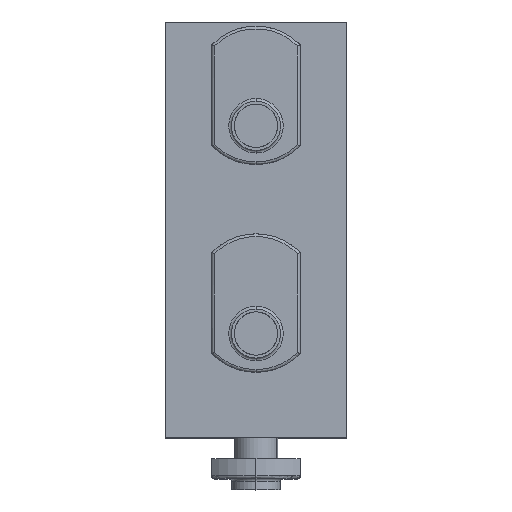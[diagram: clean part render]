
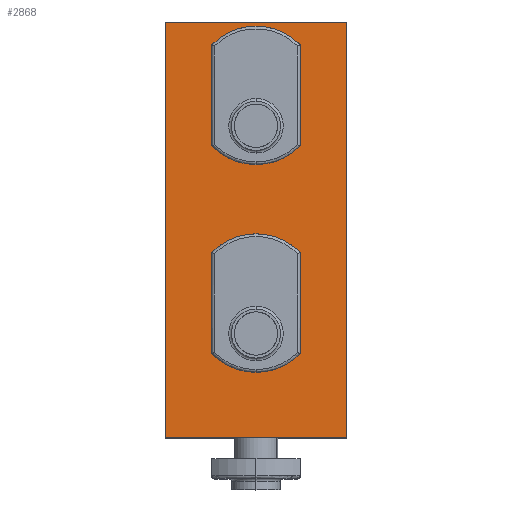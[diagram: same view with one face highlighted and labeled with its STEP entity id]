
A CAD part, top view. The second image highlights one B-rep face of the part: STEP entity #2868.
In plain terms, the highlighted planar face has unit normal (0, 0, 1).
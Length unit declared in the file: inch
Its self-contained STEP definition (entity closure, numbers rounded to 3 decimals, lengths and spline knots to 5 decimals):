
#16 = ORIENTED_EDGE ( 'NONE', *, *, #3069, .T. ) ;
#38 = EDGE_CURVE ( 'NONE', #3160, #3047, #686, .T. ) ;
#55 = ORIENTED_EDGE ( 'NONE', *, *, #38, .T. ) ;
#78 = ORIENTED_EDGE ( 'NONE', *, *, #3123, .F. ) ;
#125 = EDGE_CURVE ( 'NONE', #302, #1677, #1832, .T. ) ;
#161 = ORIENTED_EDGE ( 'NONE', *, *, #125, .F. ) ;
#210 = EDGE_LOOP ( 'NONE', ( #161, #78, #55, #16 ) ) ;
#241 = ORIENTED_EDGE ( 'NONE', *, *, #2914, .F. ) ;
#302 = VERTEX_POINT ( 'NONE', #1259 ) ;
#376 = EDGE_CURVE ( 'NONE', #2897, #3002, #1309, .T. ) ;
#604 = CARTESIAN_POINT ( 'NONE',  ( 0., 0., 0. ) ) ;
#686 = LINE ( 'NONE', #687, #688 ) ;
#687 = CARTESIAN_POINT ( 'NONE',  ( -1.31, 3., 0. ) ) ;
#688 = VECTOR ( 'NONE', #689, 39.37008 ) ;
#689 = DIRECTION ( 'NONE',  ( 0., -1., 0. ) ) ;
#712 = CARTESIAN_POINT ( 'NONE',  ( -0.491, 2.25, 0. ) ) ;
#713 = LINE ( 'NONE', #714, #715 ) ;
#714 = CARTESIAN_POINT ( 'NONE',  ( -1.31, 3., 0. ) ) ;
#715 = VECTOR ( 'NONE', #716, 39.37008 ) ;
#716 = DIRECTION ( 'NONE',  ( 1., 0., 0. ) ) ;
#739 = ORIENTED_EDGE ( 'NONE', *, *, #376, .F. ) ;
#932 = CIRCLE ( 'NONE', #935, 0.164 ) ;
#935 = AXIS2_PLACEMENT_3D ( 'NONE', #936, #937, #938 ) ;
#936 = CARTESIAN_POINT ( 'NONE',  ( -0.655, 2.25, 0. ) ) ;
#937 = DIRECTION ( 'NONE',  ( 0., 0., 1. ) ) ;
#938 = DIRECTION ( 'NONE',  ( 1., 0., 0. ) ) ;
#1072 = CIRCLE ( 'NONE', #1073, 0.164 ) ;
#1073 = AXIS2_PLACEMENT_3D ( 'NONE', #1074, #1075, #1076 ) ;
#1074 = CARTESIAN_POINT ( 'NONE',  ( -0.655, 2.25, 0. ) ) ;
#1075 = DIRECTION ( 'NONE',  ( 0., 0., 1. ) ) ;
#1076 = DIRECTION ( 'NONE',  ( 1., 0., 0. ) ) ;
#1130 = CARTESIAN_POINT ( 'NONE',  ( -0.819, 0.75, 0. ) ) ;
#1259 = CARTESIAN_POINT ( 'NONE',  ( 0., 3., 0. ) ) ;
#1309 = CIRCLE ( 'NONE', #1310, 0.164 ) ;
#1310 = AXIS2_PLACEMENT_3D ( 'NONE', #1311, #1312, #1313 ) ;
#1311 = CARTESIAN_POINT ( 'NONE',  ( -0.655, 0.75, 0. ) ) ;
#1312 = DIRECTION ( 'NONE',  ( 0., 0., 1. ) ) ;
#1313 = DIRECTION ( 'NONE',  ( 1., 0., 0. ) ) ;
#1354 = CARTESIAN_POINT ( 'NONE',  ( -1.31, 3., 0. ) ) ;
#1516 = CARTESIAN_POINT ( 'NONE',  ( -1.31, 0., 0. ) ) ;
#1582 = CARTESIAN_POINT ( 'NONE',  ( -0.819, 2.25, 0. ) ) ;
#1590 = EDGE_LOOP ( 'NONE', ( #739, #241 ) ) ;
#1677 = VERTEX_POINT ( 'NONE', #604 ) ;
#1689 = LINE ( 'NONE', #1690, #1691 ) ;
#1690 = CARTESIAN_POINT ( 'NONE',  ( -1.31, 0., 0. ) ) ;
#1691 = VECTOR ( 'NONE', #1692, 39.37008 ) ;
#1692 = DIRECTION ( 'NONE',  ( 1., 0., 0. ) ) ;
#1819 = ORIENTED_EDGE ( 'NONE', *, *, #2085, .F. ) ;
#1832 = LINE ( 'NONE', #1833, #1834 ) ;
#1833 = CARTESIAN_POINT ( 'NONE',  ( 0., 3., 0. ) ) ;
#1834 = VECTOR ( 'NONE', #1835, 39.37008 ) ;
#1835 = DIRECTION ( 'NONE',  ( 0., -1., 0. ) ) ;
#1847 = FACE_BOUND ( 'NONE', #2850, .T. ) ;
#1848 = FACE_BOUND ( 'NONE', #1590, .T. ) ;
#1849 = FACE_OUTER_BOUND ( 'NONE', #210, .T. ) ;
#1850 = PLANE ( 'NONE',  #1851 ) ;
#1851 = AXIS2_PLACEMENT_3D ( 'NONE', #1852, #1855, #1856 ) ;
#1852 = CARTESIAN_POINT ( 'NONE',  ( -1.31, 3., 0. ) ) ;
#1855 = DIRECTION ( 'NONE',  ( 0., 0., 1. ) ) ;
#1856 = DIRECTION ( 'NONE',  ( 1., 0., 0. ) ) ;
#1871 = VERTEX_POINT ( 'NONE', #712 ) ;
#1932 = CARTESIAN_POINT ( 'NONE',  ( -0.491, 0.75, 0. ) ) ;
#1990 = CIRCLE ( 'NONE', #1991, 0.164 ) ;
#1991 = AXIS2_PLACEMENT_3D ( 'NONE', #1992, #1993, #1994 ) ;
#1992 = CARTESIAN_POINT ( 'NONE',  ( -0.655, 0.75, 0. ) ) ;
#1993 = DIRECTION ( 'NONE',  ( 0., 0., 1. ) ) ;
#1994 = DIRECTION ( 'NONE',  ( 1., 0., 0. ) ) ;
#2085 = EDGE_CURVE ( 'NONE', #2827, #1871, #932, .T. ) ;
#2317 = EDGE_CURVE ( 'NONE', #1871, #2827, #1072, .T. ) ;
#2666 = ORIENTED_EDGE ( 'NONE', *, *, #2317, .F. ) ;
#2827 = VERTEX_POINT ( 'NONE', #1582 ) ;
#2850 = EDGE_LOOP ( 'NONE', ( #2666, #1819 ) ) ;
#2868 = ADVANCED_FACE ( 'NONE', ( #1847, #1848, #1849 ), #1850, .T. ) ;
#2897 = VERTEX_POINT ( 'NONE', #1932 ) ;
#2914 = EDGE_CURVE ( 'NONE', #3002, #2897, #1990, .T. ) ;
#3002 = VERTEX_POINT ( 'NONE', #1130 ) ;
#3047 = VERTEX_POINT ( 'NONE', #1516 ) ;
#3069 = EDGE_CURVE ( 'NONE', #3047, #1677, #1689, .T. ) ;
#3123 = EDGE_CURVE ( 'NONE', #3160, #302, #713, .T. ) ;
#3160 = VERTEX_POINT ( 'NONE', #1354 ) ;
